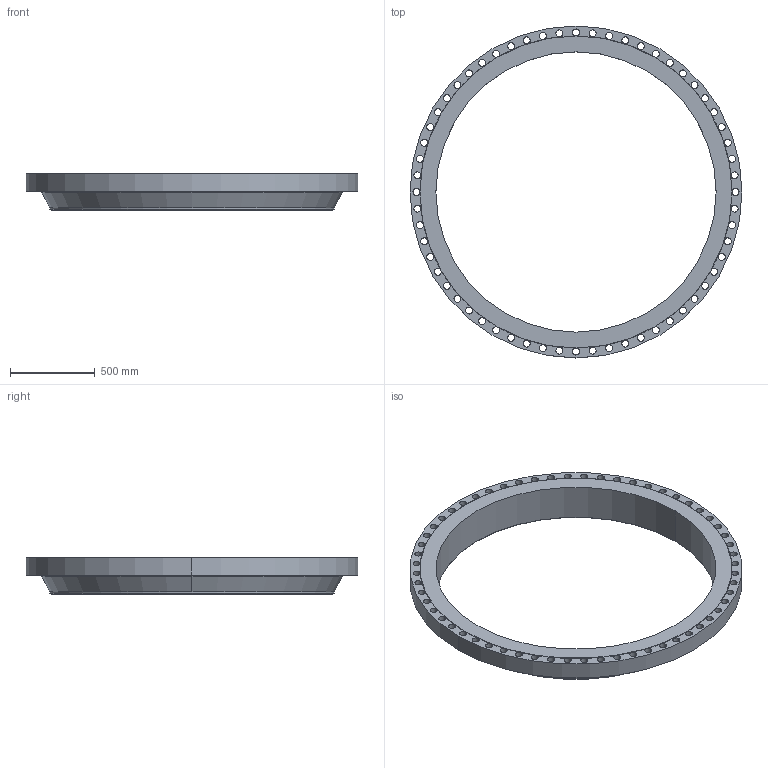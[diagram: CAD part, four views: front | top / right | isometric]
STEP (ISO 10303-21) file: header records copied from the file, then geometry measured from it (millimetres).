
FILE_DESCRIPTION (( 'STEP AP203' ), '1' );
FILE_NAME ('66_CL350_B161_RF_WNF_OB_XH.STEP', '2024-01-18T22:00:27', ( '' ), ( '' ), 'SwSTEP 2.0', 'SolidWorks 2023', '' );
FILE_SCHEMA (( 'CONFIG_CONTROL_DESIGN' ));
Length unit declared in the file: inch
Products named in the file (1): 66_CL350_B161_RF_WNF_OB_XH
Bounding box: 1955.8 x 1955.8 x 217.49 mm (x, y, z)
Volume: 101224683.5 mm3; surface area: 4487580.8 mm2
Topology: 1 solids, 1 shells, 138 faces, 512 edges, 318 vertices
Faces by surface type: cylinder 128, cone 4, plane 4, torus 2
Entity records: 5919 total; most frequent: DIRECTION 1170, ORIENTED_EDGE 1024, CARTESIAN_POINT 969, AXIS2_PLACEMENT_3D 519, EDGE_CURVE 512, CIRCLE 380, VERTEX_POINT 318, EDGE_LOOP 202
